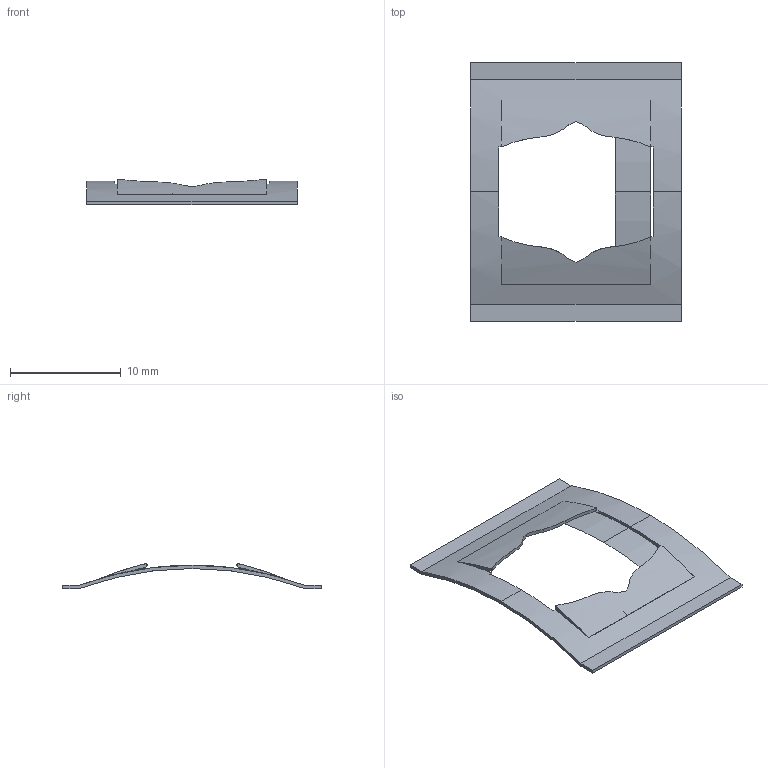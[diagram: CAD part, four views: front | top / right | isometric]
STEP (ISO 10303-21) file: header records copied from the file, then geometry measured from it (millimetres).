
FILE_DESCRIPTION (( 'STEP AP214' ), '1' );
FILE_NAME ('SN1287_C.STEP', '2018-10-04T22:02:26', ( 'user' ), ( 'Microsoft' ), 'SwSTEP 2.0', 'SolidWorks 2018', '' );
FILE_SCHEMA (( 'AUTOMOTIVE_DESIGN' ));
Length unit declared in the file: inch
Products named in the file (1): SN1287_C
Bounding box: 19.05 x 23.37 x 2.27 mm (x, y, z)
Volume: 93.8 mm3; surface area: 825.8 mm2
Topology: 3 solids, 3 shells, 65 faces, 178 edges, 117 vertices
Faces by surface type: cylinder 41, plane 23, bspline 1
Entity records: 2227 total; most frequent: CARTESIAN_POINT 574, ORIENTED_EDGE 356, DIRECTION 301, EDGE_CURVE 178, VERTEX_POINT 117, AXIS2_PLACEMENT_3D 112, LINE 77, VECTOR 77
